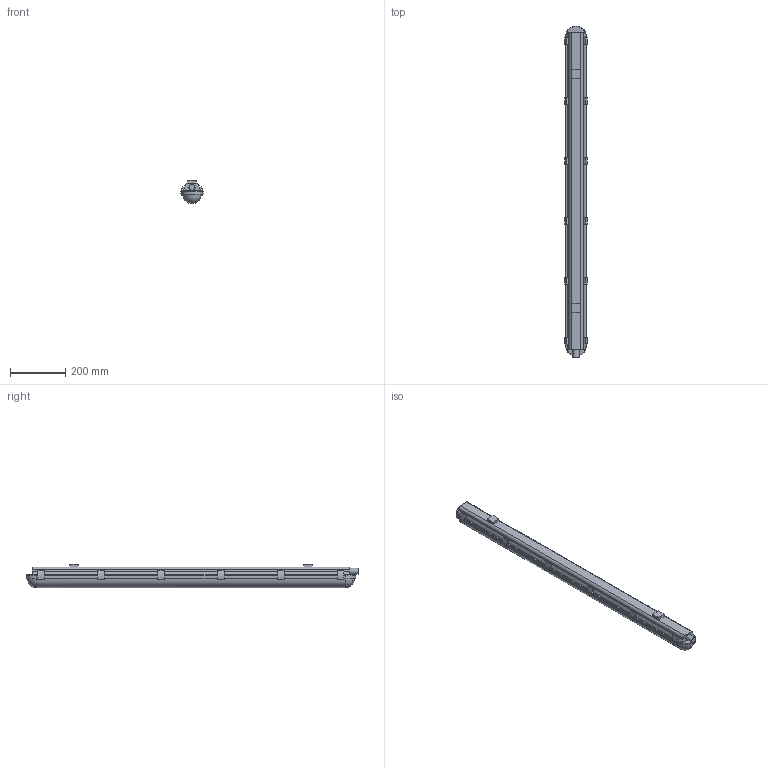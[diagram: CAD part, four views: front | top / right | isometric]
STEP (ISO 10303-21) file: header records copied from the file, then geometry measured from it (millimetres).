
FILE_DESCRIPTION (( 'STEP AP214' ), '1' );
FILE_NAME ('DP_Gen2_1200.STEP', '2022-06-15T12:23:38', ( '' ), ( '' ), 'SwSTEP 2.0', 'SolidWorks 2020', '' );
FILE_SCHEMA (( 'AUTOMOTIVE_DESIGN' ));
Length unit declared in the file: millimetre
Products named in the file (1): DP_Gen2_1200
Bounding box: 80.84 x 1206.5 x 84.5 mm (x, y, z)
Volume: 4992485.8 mm3; surface area: 528533.9 mm2
Topology: 19 solids, 19 shells, 202 faces, 499 edges, 332 vertices
Faces by surface type: plane 148, cylinder 46, cone 4, sphere 2, torus 2
Full cylindrical faces by diameter (mm): 22 x1
Entity records: 6366 total; most frequent: CARTESIAN_POINT 1309, ORIENTED_EDGE 988, DIRECTION 984, EDGE_CURVE 494, VECTOR 378, LINE 378, VERTEX_POINT 332, AXIS2_PLACEMENT_3D 303
